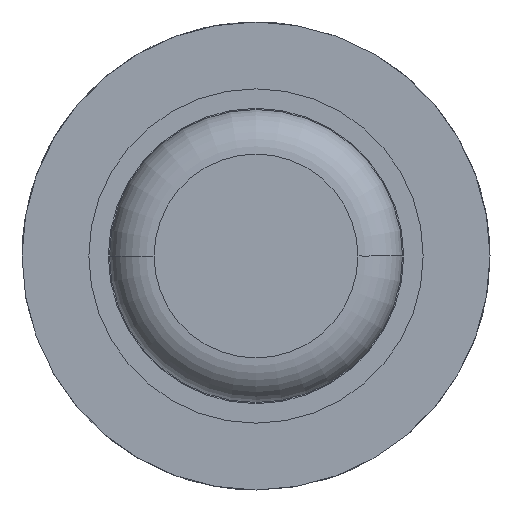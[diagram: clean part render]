
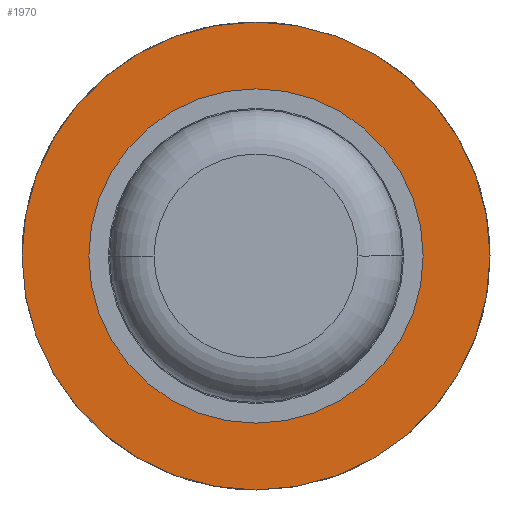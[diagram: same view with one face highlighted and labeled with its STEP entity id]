
A CAD part, front view. The second image highlights one B-rep face of the part: STEP entity #1970.
In plain terms, the highlighted planar face has unit normal (0, -1, 0).
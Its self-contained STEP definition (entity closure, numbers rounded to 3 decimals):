
#100 = ORIENTED_EDGE ( 'NONE', *, *, #3138, .T. ) ;
#102 = CARTESIAN_POINT ( 'NONE',  ( 0., 27.3, 0. ) ) ;
#192 = DIRECTION ( 'NONE',  ( 0., 1., 0. ) ) ;
#255 = ORIENTED_EDGE ( 'NONE', *, *, #1235, .F. ) ;
#259 = AXIS2_PLACEMENT_3D ( 'NONE', #102, #2438, #391 ) ;
#391 = DIRECTION ( 'NONE',  ( 0., 0., 1. ) ) ;
#491 = AXIS2_PLACEMENT_3D ( 'NONE', #876, #192, #1512 ) ;
#507 = PLANE ( 'NONE',  #491 ) ;
#591 = FACE_OUTER_BOUND ( 'NONE', #1571, .T. ) ;
#717 = AXIS2_PLACEMENT_3D ( 'NONE', #1459, #3190, #3843 ) ;
#876 = CARTESIAN_POINT ( 'NONE',  ( 2.1, 27.3, 0. ) ) ;
#947 = CIRCLE ( 'NONE', #2582, 0.9 ) ;
#957 = EDGE_CURVE ( 'Defeature ausgef�hrt1_11+Defeature ausgef�hrt1_10+Defeature ausgef�hrt1_10+Defeature ausgef�hrt1_10', #1604, #1776, #2437, .T. ) ;
#1042 = CIRCLE ( 'NONE', #4079, 0.9 ) ;
#1126 = ORIENTED_EDGE ( 'NONE', *, *, #957, .F. ) ;
#1155 = EDGE_LOOP ( 'NONE', ( #100, #1997 ) ) ;
#1181 = DIRECTION ( 'NONE',  ( 0., 1., 0. ) ) ;
#1235 = EDGE_CURVE ( 'Defeature ausgef�hrt1_11+Defeature ausgef�hrt1_10+Defeature ausgef�hrt1_10+Defeature ausgef�hrt1_10', #1776, #1604, #2287, .T. ) ;
#1354 = VERTEX_POINT ( 'NONE', #4097 ) ;
#1459 = CARTESIAN_POINT ( 'NONE',  ( 0., 27.3, 0. ) ) ;
#1512 = DIRECTION ( 'NONE',  ( 0., 0., 1. ) ) ;
#1537 = CARTESIAN_POINT ( 'NONE',  ( 0., 27.3, 0. ) ) ;
#1571 = EDGE_LOOP ( 'NONE', ( #255, #1126 ) ) ;
#1604 = VERTEX_POINT ( 'NONE', #2895 ) ;
#1776 = VERTEX_POINT ( 'NONE', #3384 ) ;
#1951 = VERTEX_POINT ( 'NONE', #3838 ) ;
#1970 = ADVANCED_FACE ( 'Defeature ausgef�hrt1_10', ( #591, #3487 ), #507, .F. ) ;
#1997 = ORIENTED_EDGE ( 'NONE', *, *, #3913, .T. ) ;
#2143 = CARTESIAN_POINT ( 'NONE',  ( 0., 27.3, 0. ) ) ;
#2189 = DIRECTION ( 'NONE',  ( 0., 0., 1. ) ) ;
#2287 = CIRCLE ( 'NONE', #717, 2.1 ) ;
#2437 = CIRCLE ( 'NONE', #259, 2.1 ) ;
#2438 = DIRECTION ( 'NONE',  ( 0., 1., 0. ) ) ;
#2582 = AXIS2_PLACEMENT_3D ( 'NONE', #1537, #1181, #2189 ) ;
#2895 = CARTESIAN_POINT ( 'NONE',  ( 0., 27.3, -2.1 ) ) ;
#3138 = EDGE_CURVE ( 'Defeature ausgef�hrt1_10+Defeature ausgef�hrt1_9+Defeature ausgef�hrt1_9+Defeature ausgef�hrt1_9', #1354, #1951, #947, .T. ) ;
#3190 = DIRECTION ( 'NONE',  ( 0., 1., 0. ) ) ;
#3384 = CARTESIAN_POINT ( 'NONE',  ( 0., 27.3, 2.1 ) ) ;
#3465 = DIRECTION ( 'NONE',  ( 0., 0., 1. ) ) ;
#3487 = FACE_BOUND ( 'NONE', #1155, .T. ) ;
#3838 = CARTESIAN_POINT ( 'NONE',  ( 0., 27.3, -0.9 ) ) ;
#3843 = DIRECTION ( 'NONE',  ( 0., 0., 1. ) ) ;
#3864 = DIRECTION ( 'NONE',  ( 0., 1., 0. ) ) ;
#3913 = EDGE_CURVE ( 'Defeature ausgef�hrt1_10+Defeature ausgef�hrt1_9+Defeature ausgef�hrt1_9+Defeature ausgef�hrt1_9', #1951, #1354, #1042, .T. ) ;
#4079 = AXIS2_PLACEMENT_3D ( 'NONE', #2143, #3864, #3465 ) ;
#4097 = CARTESIAN_POINT ( 'NONE',  ( 0., 27.3, 0.9 ) ) ;
